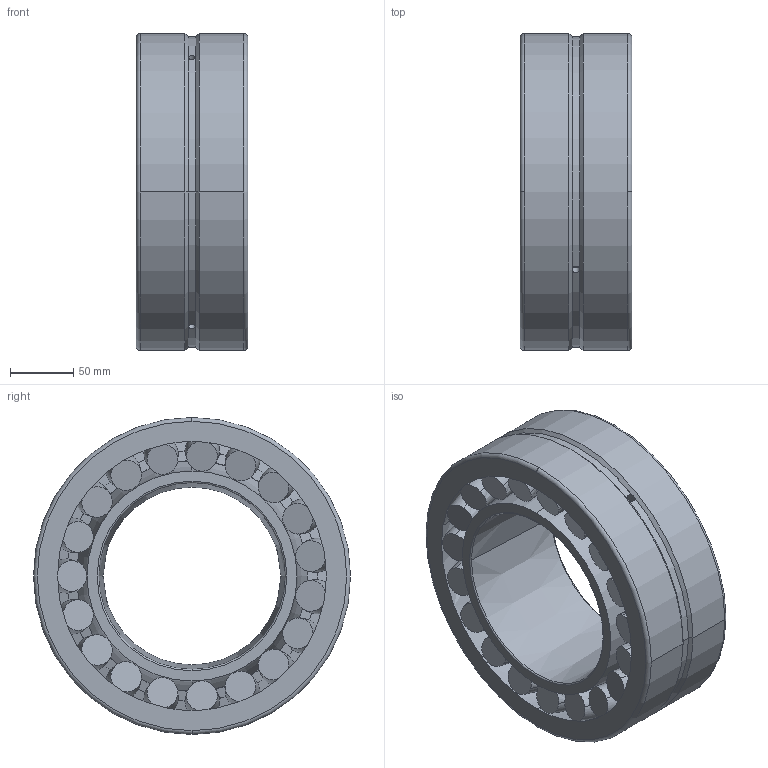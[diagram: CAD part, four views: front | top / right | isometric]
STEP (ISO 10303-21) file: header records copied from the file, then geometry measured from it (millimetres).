
FILE_DESCRIPTION(('STEP AP214'),'1');
FILE_NAME('SKF_bearing_23228_CCK_W33_2.stp','2024-02-29T12:29:48',('TraceParts'),('TraceParts S.A.'),'Spatial InterOp 3D',' ',' ');
FILE_SCHEMA(('AUTOMOTIVE_DESIGN { 1 0 10303 214 1 1 1 1 }'));
Length unit declared in the file: millimetre
Products named in the file (1): SKF_bearing_23228_CCK_W33_2_1
Bounding box: 88 x 250 x 250 mm (x, y, z)
Volume: 2156900.9 mm3; surface area: 403184.6 mm2
Topology: 4 solids, 4 shells, 270 faces, 726 edges, 529 vertices
Faces by surface type: torus 166, plane 80, cylinder 16, cone 6, sphere 2
Entity records: 13582 total; most frequent: CARTESIAN_POINT 6630, DIRECTION 1499, ORIENTED_EDGE 1444, AXIS2_PLACEMENT_3D 740, EDGE_CURVE 722, VERTEX_POINT 529, CIRCLE 466, EDGE_LOOP 353
